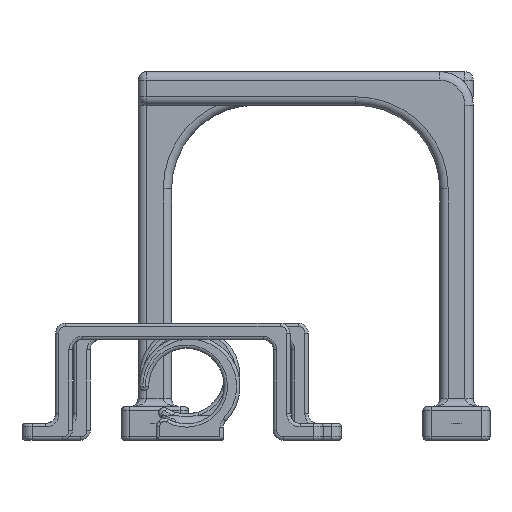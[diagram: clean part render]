
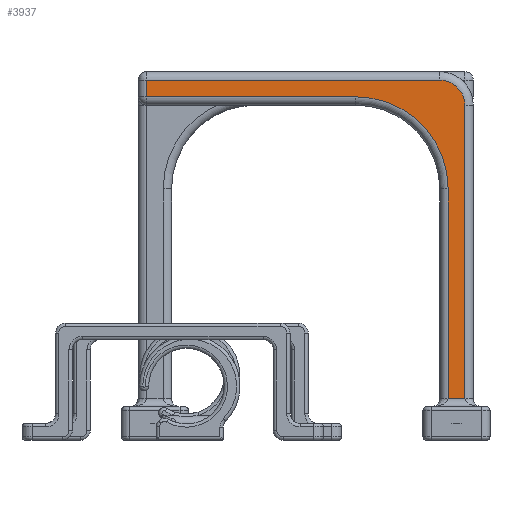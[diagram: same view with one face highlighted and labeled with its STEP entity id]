
A CAD part, left-side view. The second image highlights one B-rep face of the part: STEP entity #3937.
In plain terms, the highlighted planar face has unit normal (-1, 0, 0).
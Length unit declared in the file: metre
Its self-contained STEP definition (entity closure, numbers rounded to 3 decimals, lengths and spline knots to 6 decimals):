
#511=LINE('',#7430,#721);
#512=LINE('',#7433,#722);
#513=LINE('',#7437,#723);
#514=LINE('',#7439,#724);
#515=LINE('',#7441,#725);
#516=LINE('',#7445,#726);
#721=VECTOR('',#5752,1.);
#722=VECTOR('',#5753,1.);
#723=VECTOR('',#5756,1.);
#724=VECTOR('',#5757,1.);
#725=VECTOR('',#5758,1.);
#726=VECTOR('',#5761,1.);
#1641=ORIENTED_EDGE('',*,*,#2377,.T.);
#1642=ORIENTED_EDGE('',*,*,#2378,.T.);
#1643=ORIENTED_EDGE('',*,*,#2379,.T.);
#1644=ORIENTED_EDGE('',*,*,#2380,.T.);
#1645=ORIENTED_EDGE('',*,*,#2381,.T.);
#1646=ORIENTED_EDGE('',*,*,#2382,.T.);
#1647=ORIENTED_EDGE('',*,*,#2383,.T.);
#1648=ORIENTED_EDGE('',*,*,#2384,.T.);
#2377=EDGE_CURVE('',#2771,#2772,#511,.T.);
#2378=EDGE_CURVE('',#2772,#2773,#512,.T.);
#2379=EDGE_CURVE('',#2773,#2774,#3043,.F.);
#2380=EDGE_CURVE('',#2774,#2775,#513,.T.);
#2381=EDGE_CURVE('',#2775,#2776,#514,.T.);
#2382=EDGE_CURVE('',#2776,#2777,#515,.T.);
#2383=EDGE_CURVE('',#2777,#2778,#3044,.T.);
#2384=EDGE_CURVE('',#2778,#2771,#516,.F.);
#2771=VERTEX_POINT('',#7431);
#2772=VERTEX_POINT('',#7432);
#2773=VERTEX_POINT('',#7434);
#2774=VERTEX_POINT('',#7436);
#2775=VERTEX_POINT('',#7438);
#2776=VERTEX_POINT('',#7440);
#2777=VERTEX_POINT('',#7442);
#2778=VERTEX_POINT('',#7444);
#3043=CIRCLE('',#4503,0.0075);
#3044=CIRCLE('',#4504,0.0275);
#3324=EDGE_LOOP('',(#1641,#1642,#1643,#1644,#1645,#1646,#1647,#1648));
#3610=FACE_BOUND('',#3324,.T.);
#3729=PLANE('',#4502);
#3937=ADVANCED_FACE('',(#3610),#3729,.F.);
#4502=AXIS2_PLACEMENT_3D('',#7429,#5750,#5751);
#4503=AXIS2_PLACEMENT_3D('',#7435,#5754,#5755);
#4504=AXIS2_PLACEMENT_3D('',#7443,#5759,#5760);
#5750=DIRECTION('',(1.,0.,0.));
#5751=DIRECTION('',(0.,1.,0.));
#5752=DIRECTION('',(0.,-1.,0.));
#5753=DIRECTION('',(0.,0.,1.));
#5754=DIRECTION('',(1.,0.,0.));
#5755=DIRECTION('',(0.,0.,-1.));
#5756=DIRECTION('',(0.,1.,0.));
#5757=DIRECTION('',(0.,0.,-1.));
#5758=DIRECTION('',(0.,-1.,0.));
#5759=DIRECTION('',(1.,0.,0.));
#5760=DIRECTION('',(0.,0.,-1.));
#5761=DIRECTION('',(0.,0.,1.));
#7429=CARTESIAN_POINT('',(-0.0075,0.0425,0.06));
#7430=CARTESIAN_POINT('',(-0.0075,0.0425,0.0125));
#7431=CARTESIAN_POINT('',(-0.0075,0.0025,0.0125));
#7432=CARTESIAN_POINT('',(-0.0075,-0.0025,0.0125));
#7433=CARTESIAN_POINT('',(-0.0075,-0.0025,0.1));
#7434=CARTESIAN_POINT('',(-0.0075,-0.0025,0.1));
#7435=CARTESIAN_POINT('',(-0.0075,0.005,0.1));
#7436=CARTESIAN_POINT('',(-0.0075,0.005,0.1075));
#7437=CARTESIAN_POINT('',(-0.0075,0.095,0.1075));
#7438=CARTESIAN_POINT('',(-0.0075,0.0925,0.1075));
#7439=CARTESIAN_POINT('',(-0.0075,0.0925,0.1));
#7440=CARTESIAN_POINT('',(-0.0075,0.0925,0.1025));
#7441=CARTESIAN_POINT('',(-0.0075,0.03,0.1025));
#7442=CARTESIAN_POINT('',(-0.0075,0.03,0.1025));
#7443=CARTESIAN_POINT('',(-0.0075,0.03,0.075));
#7444=CARTESIAN_POINT('',(-0.0075,0.0025,0.075));
#7445=CARTESIAN_POINT('',(-0.0075,0.0025,0.06));
